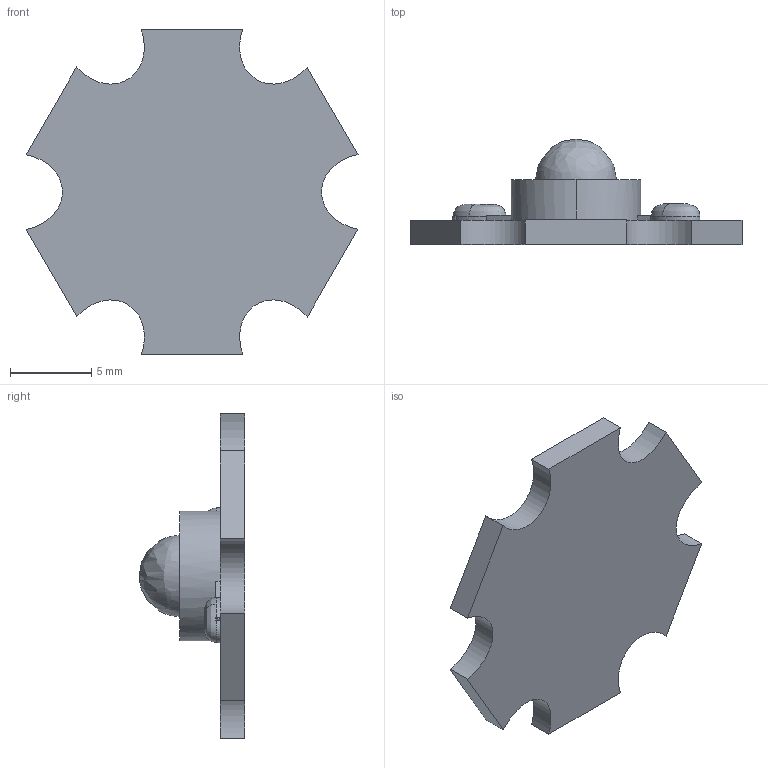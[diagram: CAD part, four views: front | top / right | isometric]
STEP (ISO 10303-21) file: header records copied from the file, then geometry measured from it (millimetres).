
FILE_DESCRIPTION (( 'STEP AP214' ), '1' );
FILE_NAME ('User Library-LED 3W sur socle 20 mm.STEP', '2017-03-02T20:53:57', ( 'Windows User' ), ( '' ), 'SwSTEP 2.0', 'SolidWorks 2017', '' );
FILE_SCHEMA (( 'AUTOMOTIVE_DESIGN' ));
Length unit declared in the file: millimetre
Products named in the file (1): User Library-LED 3W sur socle 20 mm
Bounding box: 20.46 x 6.5 x 20.02 mm (x, y, z)
Volume: 591.5 mm3; surface area: 786.4 mm2
Topology: 1 solids, 1 shells, 60 faces, 160 edges, 106 vertices
Faces by surface type: plane 43, bspline 15, cylinder 2
Entity records: 5224 total; most frequent: CARTESIAN_POINT 3605, ORIENTED_EDGE 316, DIRECTION 216, EDGE_CURVE 158, VERTEX_POINT 106, LINE 104, VECTOR 104, EDGE_LOOP 66
